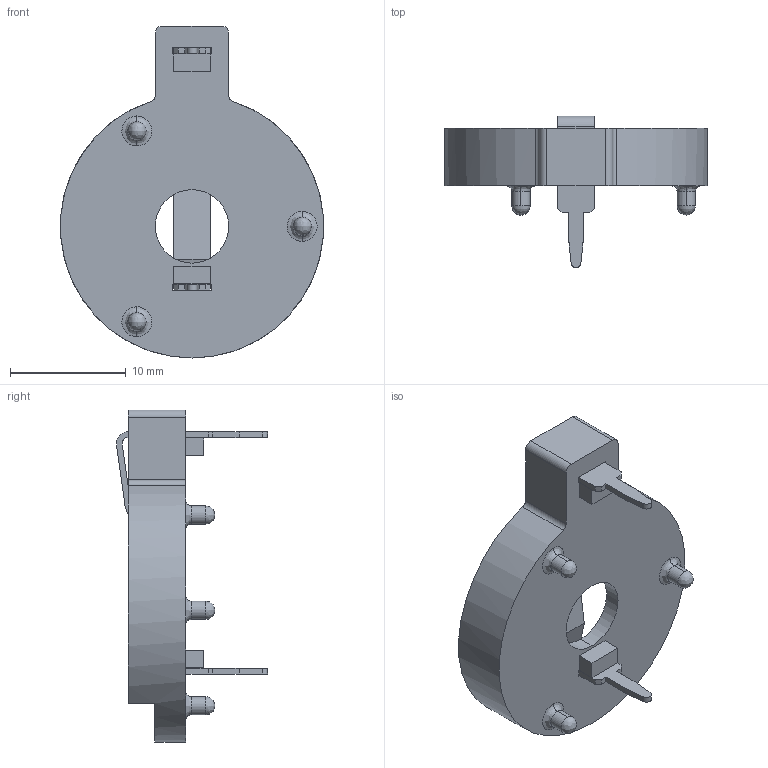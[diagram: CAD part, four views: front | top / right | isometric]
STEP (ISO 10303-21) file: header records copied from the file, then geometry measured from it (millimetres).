
FILE_DESCRIPTION (( 'STEP AP214' ), '1' );
FILE_NAME ('User Library-keystone-PN103.STEP', '2017-02-02T18:21:14', ( 'Windows User' ), ( '' ), 'SwSTEP 2.0', 'SolidWorks 2017', '' );
FILE_SCHEMA (( 'AUTOMOTIVE_DESIGN' ));
Length unit declared in the file: inch
Products named in the file (1): User Library-keystone-PN103
Bounding box: 22.71 x 13.06 x 28.7 mm (x, y, z)
Volume: 1153.6 mm3; surface area: 1755.4 mm2
Topology: 1 solids, 1 shells, 164 faces, 455 edges, 295 vertices
Faces by surface type: plane 117, cylinder 27, bspline 18, cone 2
Entity records: 8240 total; most frequent: CARTESIAN_POINT 1937, ORIENTED_EDGE 898, DIRECTION 789, EDGE_CURVE 449, VECTOR 351, LINE 351, VERTEX_POINT 295, AXIS2_PLACEMENT_3D 219
